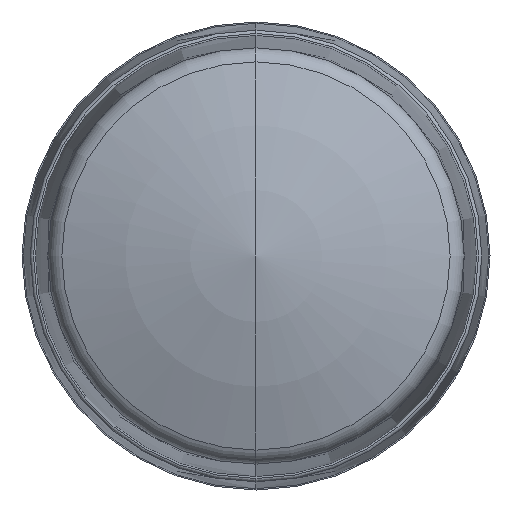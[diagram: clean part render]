
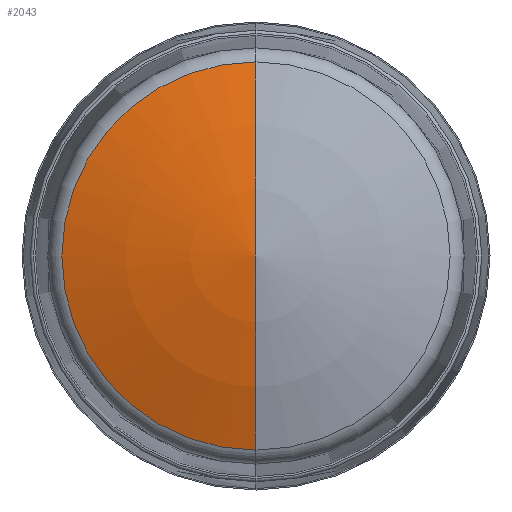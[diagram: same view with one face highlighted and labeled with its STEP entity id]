
A CAD part, left-side view. The second image highlights one B-rep face of the part: STEP entity #2043.
In plain terms, the highlighted toroidal (fillet/blend) face has major radius 5.569 mm and minor radius 61.491 mm.
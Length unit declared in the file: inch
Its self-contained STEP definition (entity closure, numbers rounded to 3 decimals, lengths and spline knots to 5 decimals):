
#25 = CARTESIAN_POINT ( 'NONE',  ( -0.29905, 0., 0. ) ) ;
#216 = DIRECTION ( 'NONE',  ( 0., 0., 1. ) ) ;
#266 = ORIENTED_EDGE ( 'NONE', *, *, #4777, .F. ) ;
#456 = DIRECTION ( 'NONE',  ( 0., 0., 1. ) ) ;
#584 = CARTESIAN_POINT ( 'NONE',  ( -0.29905, 0., 0.21924 ) ) ;
#935 = DIRECTION ( 'NONE',  ( -1., 0., 0. ) ) ;
#1108 = CARTESIAN_POINT ( 'NONE',  ( -2.57809, 0., -0.59729 ) ) ;
#1602 = VERTEX_POINT ( 'NONE', #1108 ) ;
#1667 = CARTESIAN_POINT ( 'NONE',  ( -2.71, 0., 0. ) ) ;
#1680 = DIRECTION ( 'NONE',  ( 0., 1., 0. ) ) ;
#1862 = CARTESIAN_POINT ( 'NONE',  ( -2.57809, 0., 0.59729 ) ) ;
#1976 = EDGE_LOOP ( 'NONE', ( #5046, #3228, #266 ) ) ;
#2032 = CARTESIAN_POINT ( 'NONE',  ( -0.29905, 0., -0.21924 ) ) ;
#2043 = ADVANCED_FACE ( 'NONE', ( #3542 ), #4833, .T. ) ;
#2206 = DIRECTION ( 'NONE',  ( 0., 0., 1. ) ) ;
#2505 = DIRECTION ( 'NONE',  ( 0., 0., -1. ) ) ;
#2569 = EDGE_CURVE ( 'NONE', #1602, #3902, #3798, .T. ) ;
#2757 = AXIS2_PLACEMENT_3D ( 'NONE', #4438, #3070, #216 ) ;
#3070 = DIRECTION ( 'NONE',  ( -1., 0., 0. ) ) ;
#3228 = ORIENTED_EDGE ( 'NONE', *, *, #2569, .T. ) ;
#3542 = FACE_OUTER_BOUND ( 'NONE', #1976, .T. ) ;
#3743 = VERTEX_POINT ( 'NONE', #1862 ) ;
#3798 = CIRCLE ( 'NONE', #4128, 2.42089 ) ;
#3902 = VERTEX_POINT ( 'NONE', #1667 ) ;
#3911 = AXIS2_PLACEMENT_3D ( 'NONE', #2032, #5343, #2505 ) ;
#4000 = EDGE_CURVE ( 'NONE', #3743, #1602, #4951, .T. ) ;
#4128 = AXIS2_PLACEMENT_3D ( 'NONE', #584, #1680, #2206 ) ;
#4220 = CIRCLE ( 'NONE', #3911, 2.42089 ) ;
#4438 = CARTESIAN_POINT ( 'NONE',  ( -2.57809, 0., 0. ) ) ;
#4777 = EDGE_CURVE ( 'NONE', #3743, #3902, #4220, .T. ) ;
#4833 = TOROIDAL_SURFACE ( 'NONE', #5766, -0.21924, 2.42089 ) ;
#4951 = CIRCLE ( 'NONE', #2757, 0.59729 ) ;
#5046 = ORIENTED_EDGE ( 'NONE', *, *, #4000, .T. ) ;
#5343 = DIRECTION ( 'NONE',  ( 0., -1., 0. ) ) ;
#5766 = AXIS2_PLACEMENT_3D ( 'NONE', #25, #935, #456 ) ;
